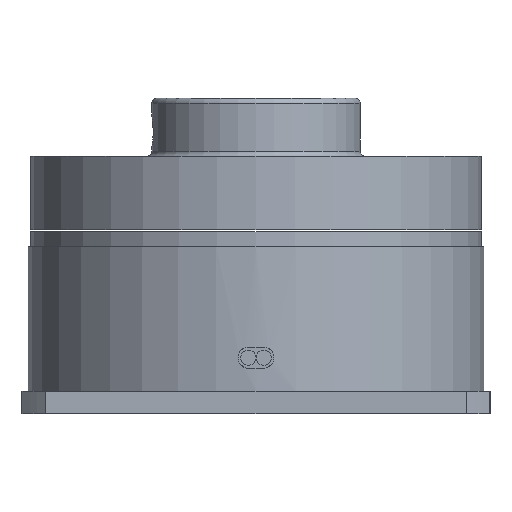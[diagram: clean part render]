
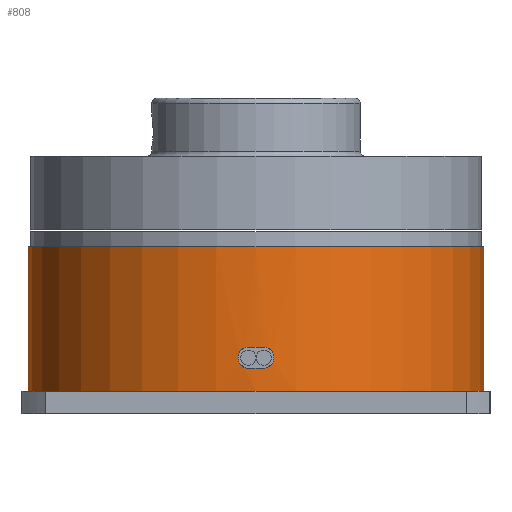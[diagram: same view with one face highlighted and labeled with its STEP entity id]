
A CAD part, front view. The second image highlights one B-rep face of the part: STEP entity #808.
In plain terms, the highlighted cylindrical face has radius 22.4 mm (diameter 44.8 mm), a partial arc.
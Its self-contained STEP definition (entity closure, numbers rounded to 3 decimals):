
#8 = CARTESIAN_POINT ( 'NONE',  ( -1.346, -22.36, -24.661 ) ) ;
#17 = CARTESIAN_POINT ( 'NONE',  ( -1.618, -22.342, -24.971 ) ) ;
#46 = ORIENTED_EDGE ( 'NONE', *, *, #1046, .F. ) ;
#59 = DIRECTION ( 'NONE',  ( 0., 0., 1. ) ) ;
#75 = CARTESIAN_POINT ( 'NONE',  ( -1.229, -22.367, -26.417 ) ) ;
#104 = VECTOR ( 'NONE', #1858, 1000. ) ;
#135 = EDGE_CURVE ( 'NONE', #2144, #806, #1713, .T. ) ;
#147 = B_SPLINE_CURVE_WITH_KNOTS ( 'NONE', 3,
 ( #1086, #2120, #1075, #1299, #8, #227, #17, #1308, #1525, #2398, #1350, #1566, #918, #2621, #75, #2430, #507, #935 ),
 .UNSPECIFIED., .F., .F.,
 ( 4, 2, 2, 2, 2, 2, 2, 2, 4 ),
 ( 0., 0., 0.001, 0.001, 0.002, 0.002, 0.002, 0.003, 0.003 ),
 .UNSPECIFIED. ) ;
#154 = ORIENTED_EDGE ( 'NONE', *, *, #1744, .F. ) ;
#174 = DIRECTION ( 'NONE',  ( 0., 0., -1. ) ) ;
#185 = CIRCLE ( 'NONE', #1423, 22.4 ) ;
#226 = CARTESIAN_POINT ( 'NONE',  ( 22.4, 0., -14.6 ) ) ;
#227 = CARTESIAN_POINT ( 'NONE',  ( -1.539, -22.347, -24.854 ) ) ;
#252 = CARTESIAN_POINT ( 'NONE',  ( 1.54, -22.347, -24.855 ) ) ;
#284 = VERTEX_POINT ( 'NONE', #1121 ) ;
#300 = CYLINDRICAL_SURFACE ( 'NONE', #2330, 22.4 ) ;
#477 = DIRECTION ( 'NONE',  ( -1., 0., 0. ) ) ;
#504 = DIRECTION ( 'NONE',  ( 0., 0., -1. ) ) ;
#507 = CARTESIAN_POINT ( 'NONE',  ( -0.837, -22.385, -26.55 ) ) ;
#527 = DIRECTION ( 'NONE',  ( -1., 0., 0. ) ) ;
#644 = EDGE_CURVE ( 'NONE', #2144, #284, #1998, .T. ) ;
#651 = CARTESIAN_POINT ( 'NONE',  ( 1.723, -22.334, -25.226 ) ) ;
#676 = EDGE_CURVE ( 'NONE', #284, #1680, #2066, .T. ) ;
#703 = AXIS2_PLACEMENT_3D ( 'NONE', #1263, #174, #1889 ) ;
#788 = AXIS2_PLACEMENT_3D ( 'NONE', #1791, #504, #527 ) ;
#806 = VERTEX_POINT ( 'NONE', #1570 ) ;
#808 = ADVANCED_FACE ( 'NONE', ( #2533, #2153 ), #300, .T. ) ;
#832 = VERTEX_POINT ( 'NONE', #895 ) ;
#851 = CARTESIAN_POINT ( 'NONE',  ( 1.228, -22.367, -26.418 ) ) ;
#895 = CARTESIAN_POINT ( 'NONE',  ( 0.7, -22.389, -24.45 ) ) ;
#918 = CARTESIAN_POINT ( 'NONE',  ( -1.54, -22.347, -26.144 ) ) ;
#935 = CARTESIAN_POINT ( 'NONE',  ( -0.7, -22.389, -26.55 ) ) ;
#1024 = CARTESIAN_POINT ( 'NONE',  ( -22.4, 0., -7.579 ) ) ;
#1046 = EDGE_CURVE ( 'NONE', #1943, #832, #1201, .T. ) ;
#1066 = EDGE_CURVE ( 'NONE', #2162, #2254, #147, .T. ) ;
#1072 = CARTESIAN_POINT ( 'NONE',  ( -0.7, -22.389, -26.55 ) ) ;
#1075 = CARTESIAN_POINT ( 'NONE',  ( -0.975, -22.379, -24.477 ) ) ;
#1081 = DIRECTION ( 'NONE',  ( 0., 0., -1. ) ) ;
#1086 = CARTESIAN_POINT ( 'NONE',  ( -0.7, -22.389, -24.45 ) ) ;
#1112 = CARTESIAN_POINT ( 'NONE',  ( 1.75, -22.332, -25.362 ) ) ;
#1121 = CARTESIAN_POINT ( 'NONE',  ( -22.4, 0., -14.6 ) ) ;
#1201 = B_SPLINE_CURVE_WITH_KNOTS ( 'NONE', 3,
 ( #1930, #1320, #1940, #851, #2378, #2587, #2355, #1555, #2390, #1112, #651, #2367, #252, #1760, #2160, #2138 ),
 .UNSPECIFIED., .F., .F.,
 ( 4, 2, 2, 2, 2, 2, 2, 4 ),
 ( 0.003, 0.004, 0.004, 0.005, 0.005, 0.005, 0.006, 0.007 ),
 .UNSPECIFIED. ) ;
#1249 = ORIENTED_EDGE ( 'NONE', *, *, #1066, .F. ) ;
#1263 = CARTESIAN_POINT ( 'NONE',  ( 0., 0., -14.6 ) ) ;
#1299 = CARTESIAN_POINT ( 'NONE',  ( -1.229, -22.367, -24.583 ) ) ;
#1308 = CARTESIAN_POINT ( 'NONE',  ( -1.722, -22.334, -25.224 ) ) ;
#1320 = CARTESIAN_POINT ( 'NONE',  ( 0.837, -22.385, -26.55 ) ) ;
#1350 = CARTESIAN_POINT ( 'NONE',  ( -1.723, -22.334, -25.774 ) ) ;
#1394 = CARTESIAN_POINT ( 'NONE',  ( 0.7, -22.389, -26.55 ) ) ;
#1420 = EDGE_LOOP ( 'NONE', ( #1531, #1718, #1813, #154 ) ) ;
#1423 = AXIS2_PLACEMENT_3D ( 'NONE', #2626, #59, #1605 ) ;
#1456 = EDGE_LOOP ( 'NONE', ( #46, #1592, #1249, #1763 ) ) ;
#1510 = VECTOR ( 'NONE', #1676, 1000. ) ;
#1525 = CARTESIAN_POINT ( 'NONE',  ( -1.75, -22.332, -25.363 ) ) ;
#1531 = ORIENTED_EDGE ( 'NONE', *, *, #135, .F. ) ;
#1550 = DIRECTION ( 'NONE',  ( 0., 0., -1. ) ) ;
#1555 = CARTESIAN_POINT ( 'NONE',  ( 1.722, -22.334, -25.776 ) ) ;
#1566 = CARTESIAN_POINT ( 'NONE',  ( -1.618, -22.342, -26.029 ) ) ;
#1570 = CARTESIAN_POINT ( 'NONE',  ( 22.4, 0., -28.8 ) ) ;
#1592 = ORIENTED_EDGE ( 'NONE', *, *, #2361, .F. ) ;
#1605 = DIRECTION ( 'NONE',  ( -1., 0., 0. ) ) ;
#1609 = AXIS2_PLACEMENT_3D ( 'NONE', #2132, #1081, #2583 ) ;
#1676 = DIRECTION ( 'NONE',  ( 0., 0., -1. ) ) ;
#1680 = VERTEX_POINT ( 'NONE', #2186 ) ;
#1713 = LINE ( 'NONE', #2317, #104 ) ;
#1718 = ORIENTED_EDGE ( 'NONE', *, *, #644, .T. ) ;
#1744 = EDGE_CURVE ( 'NONE', #806, #1680, #1854, .T. ) ;
#1760 = CARTESIAN_POINT ( 'NONE',  ( 1.249, -22.366, -24.564 ) ) ;
#1763 = ORIENTED_EDGE ( 'NONE', *, *, #2310, .F. ) ;
#1791 = CARTESIAN_POINT ( 'NONE',  ( 0., 0., -28.8 ) ) ;
#1813 = ORIENTED_EDGE ( 'NONE', *, *, #676, .T. ) ;
#1854 = CIRCLE ( 'NONE', #788, 22.4 ) ;
#1858 = DIRECTION ( 'NONE',  ( 0., 0., -1. ) ) ;
#1889 = DIRECTION ( 'NONE',  ( -1., 0., 0. ) ) ;
#1930 = CARTESIAN_POINT ( 'NONE',  ( 0.7, -22.389, -26.55 ) ) ;
#1940 = CARTESIAN_POINT ( 'NONE',  ( 0.975, -22.379, -26.522 ) ) ;
#1943 = VERTEX_POINT ( 'NONE', #1394 ) ;
#1998 = CIRCLE ( 'NONE', #703, 22.4 ) ;
#2066 = LINE ( 'NONE', #1024, #1510 ) ;
#2106 = CIRCLE ( 'NONE', #1609, 22.4 ) ;
#2120 = CARTESIAN_POINT ( 'NONE',  ( -0.839, -22.385, -24.45 ) ) ;
#2132 = CARTESIAN_POINT ( 'NONE',  ( 0., 0., -24.45 ) ) ;
#2138 = CARTESIAN_POINT ( 'NONE',  ( 0.7, -22.389, -24.45 ) ) ;
#2144 = VERTEX_POINT ( 'NONE', #226 ) ;
#2153 = FACE_BOUND ( 'NONE', #1456, .T. ) ;
#2160 = CARTESIAN_POINT ( 'NONE',  ( 0.977, -22.38, -24.45 ) ) ;
#2162 = VERTEX_POINT ( 'NONE', #2433 ) ;
#2175 = CARTESIAN_POINT ( 'NONE',  ( 0., 0., -7.579 ) ) ;
#2186 = CARTESIAN_POINT ( 'NONE',  ( -22.4, 0., -28.8 ) ) ;
#2254 = VERTEX_POINT ( 'NONE', #1072 ) ;
#2310 = EDGE_CURVE ( 'NONE', #832, #2162, #2106, .T. ) ;
#2317 = CARTESIAN_POINT ( 'NONE',  ( 22.4, 0., -7.579 ) ) ;
#2330 = AXIS2_PLACEMENT_3D ( 'NONE', #2175, #1550, #477 ) ;
#2355 = CARTESIAN_POINT ( 'NONE',  ( 1.617, -22.342, -26.03 ) ) ;
#2361 = EDGE_CURVE ( 'NONE', #2254, #1943, #185, .T. ) ;
#2367 = CARTESIAN_POINT ( 'NONE',  ( 1.618, -22.342, -24.971 ) ) ;
#2378 = CARTESIAN_POINT ( 'NONE',  ( 1.345, -22.36, -26.34 ) ) ;
#2390 = CARTESIAN_POINT ( 'NONE',  ( 1.75, -22.332, -25.639 ) ) ;
#2398 = CARTESIAN_POINT ( 'NONE',  ( -1.75, -22.332, -25.637 ) ) ;
#2430 = CARTESIAN_POINT ( 'NONE',  ( -0.975, -22.379, -26.523 ) ) ;
#2433 = CARTESIAN_POINT ( 'NONE',  ( -0.7, -22.389, -24.45 ) ) ;
#2533 = FACE_OUTER_BOUND ( 'NONE', #1420, .T. ) ;
#2583 = DIRECTION ( 'NONE',  ( 1., 0., 0. ) ) ;
#2587 = CARTESIAN_POINT ( 'NONE',  ( 1.539, -22.347, -26.146 ) ) ;
#2621 = CARTESIAN_POINT ( 'NONE',  ( -1.344, -22.36, -26.34 ) ) ;
#2626 = CARTESIAN_POINT ( 'NONE',  ( 0., 0., -26.55 ) ) ;
